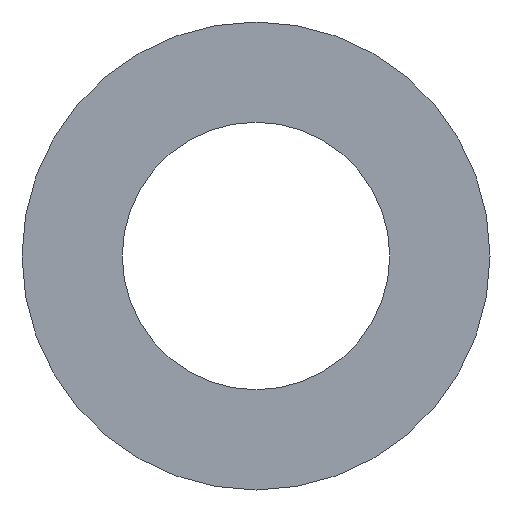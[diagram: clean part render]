
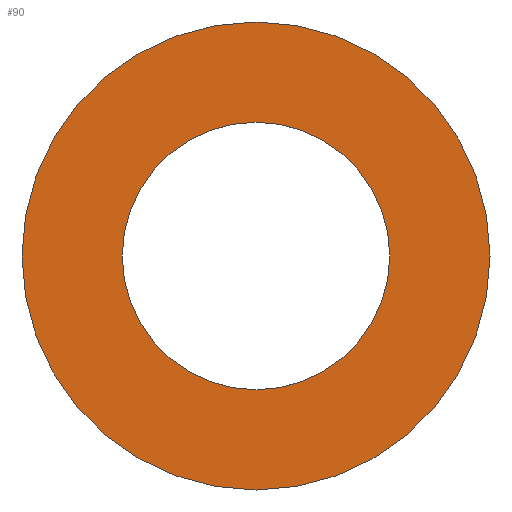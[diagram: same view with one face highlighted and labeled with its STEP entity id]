
A CAD part, left-side view. The second image highlights one B-rep face of the part: STEP entity #90.
In plain terms, the highlighted planar face has unit normal (-1, 0, 0).
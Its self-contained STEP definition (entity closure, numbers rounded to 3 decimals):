
#1 = AXIS2_PLACEMENT_3D ( 'NONE', #7, #207, #150 ) ;
#2 = FACE_OUTER_BOUND ( 'NONE', #206, .T. ) ;
#3 = CIRCLE ( 'NONE', #30, 3.5 ) ;
#7 = CARTESIAN_POINT ( 'NONE',  ( -0.2, 0., 0. ) ) ;
#9 = ORIENTED_EDGE ( 'NONE', *, *, #55, .T. ) ;
#17 = CARTESIAN_POINT ( 'NONE',  ( -0.2, 0., -3.5 ) ) ;
#23 = CARTESIAN_POINT ( 'NONE',  ( -0.2, 0., 0. ) ) ;
#29 = AXIS2_PLACEMENT_3D ( 'NONE', #81, #69, #185 ) ;
#30 = AXIS2_PLACEMENT_3D ( 'NONE', #23, #114, #41 ) ;
#41 = DIRECTION ( 'NONE',  ( 0., 0., 1. ) ) ;
#42 = CARTESIAN_POINT ( 'NONE',  ( -0.2, 0., 3.5 ) ) ;
#43 = AXIS2_PLACEMENT_3D ( 'NONE', #213, #85, #133 ) ;
#45 = ORIENTED_EDGE ( 'NONE', *, *, #197, .F. ) ;
#55 = EDGE_CURVE ( 'NONE', #212, #138, #76, .T. ) ;
#62 = VERTEX_POINT ( 'NONE', #180 ) ;
#69 = DIRECTION ( 'NONE',  ( -1., 0., 0. ) ) ;
#76 = CIRCLE ( 'NONE', #188, 3.5 ) ;
#81 = CARTESIAN_POINT ( 'NONE',  ( -0.2, 0., 0. ) ) ;
#84 = CARTESIAN_POINT ( 'NONE',  ( -0.2, 0., -2. ) ) ;
#85 = DIRECTION ( 'NONE',  ( -1., 0., 0. ) ) ;
#90 = ADVANCED_FACE ( 'NONE', ( #2, #98 ), #161, .T. ) ;
#91 = ORIENTED_EDGE ( 'NONE', *, *, #156, .F. ) ;
#97 = EDGE_LOOP ( 'NONE', ( #91, #45 ) ) ;
#98 = FACE_BOUND ( 'NONE', #97, .T. ) ;
#114 = DIRECTION ( 'NONE',  ( -1., 0., 0. ) ) ;
#133 = DIRECTION ( 'NONE',  ( 0., 0., 1. ) ) ;
#138 = VERTEX_POINT ( 'NONE', #17 ) ;
#143 = CIRCLE ( 'NONE', #1, 2. ) ;
#144 = CIRCLE ( 'NONE', #43, 2. ) ;
#145 = DIRECTION ( 'NONE',  ( 0., 0., 1. ) ) ;
#150 = DIRECTION ( 'NONE',  ( 0., 0., 1. ) ) ;
#156 = EDGE_CURVE ( 'NONE', #62, #170, #144, .T. ) ;
#161 = PLANE ( 'NONE',  #29 ) ;
#163 = EDGE_CURVE ( 'NONE', #138, #212, #3, .T. ) ;
#167 = ORIENTED_EDGE ( 'NONE', *, *, #163, .T. ) ;
#170 = VERTEX_POINT ( 'NONE', #84 ) ;
#180 = CARTESIAN_POINT ( 'NONE',  ( -0.2, 0., 2. ) ) ;
#185 = DIRECTION ( 'NONE',  ( 0., 0., 1. ) ) ;
#188 = AXIS2_PLACEMENT_3D ( 'NONE', #204, #200, #145 ) ;
#197 = EDGE_CURVE ( 'NONE', #170, #62, #143, .T. ) ;
#200 = DIRECTION ( 'NONE',  ( -1., 0., 0. ) ) ;
#204 = CARTESIAN_POINT ( 'NONE',  ( -0.2, 0., 0. ) ) ;
#206 = EDGE_LOOP ( 'NONE', ( #167, #9 ) ) ;
#207 = DIRECTION ( 'NONE',  ( -1., 0., 0. ) ) ;
#212 = VERTEX_POINT ( 'NONE', #42 ) ;
#213 = CARTESIAN_POINT ( 'NONE',  ( -0.2, 0., 0. ) ) ;
